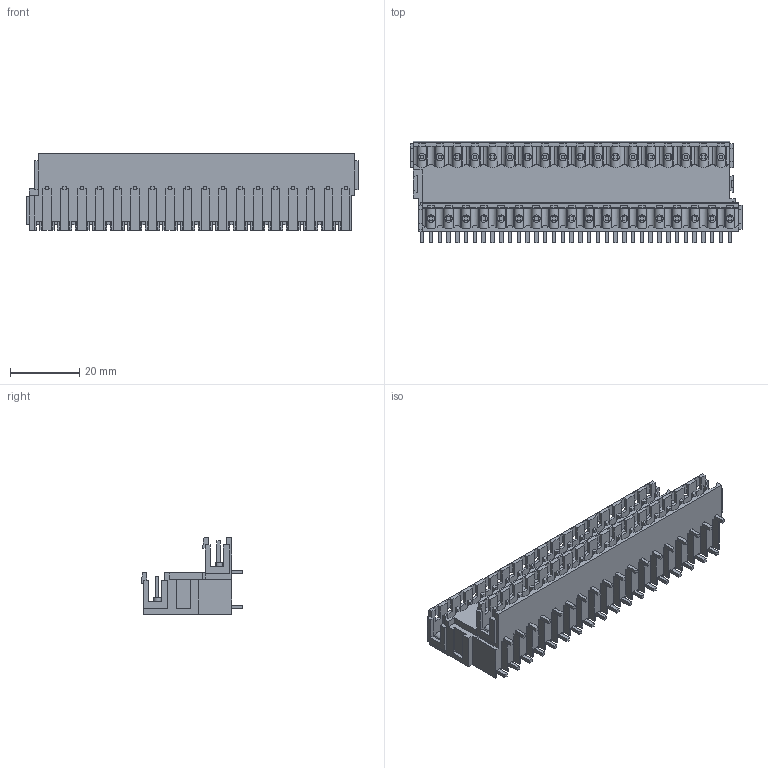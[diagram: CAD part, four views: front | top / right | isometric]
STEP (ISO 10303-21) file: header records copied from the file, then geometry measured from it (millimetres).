
FILE_DESCRIPTION(('CATIA V5 STEP Exchange','CAx-IF Rec.Pracs.--- Model Styling and Organization---1.2---2011-12-15'),'2;1');
FILE_NAME ('D1454988_0_1726440000_1726440000.stp','2017-09-26T13:16:49+00:00',('none'),('Weidmueller'),'CATIA Version 5-6 Release 2014','CATIA V5 STEP AP214','none');
FILE_SCHEMA(('AUTOMOTIVE_DESIGN { 1 0 10303 214 1 1 1 1 }'));
Length unit declared in the file: millimetre
Products named in the file (1): 1726440000
Bounding box: 95.94 x 29.41 x 22.16 mm (x, y, z)
Volume: 21449.4 mm3; surface area: 24617.4 mm2
Topology: 37 solids, 37 shells, 1363 faces, 4584 edges, 3189 vertices
Faces by surface type: plane 1131, cylinder 232
Entity records: 49237 total; most frequent: CARTESIAN_POINT 12029, ORIENTED_EDGE 9168, DIRECTION 5651, EDGE_CURVE 4584, VECTOR 3921, LINE 3921, VERTEX_POINT 3189, EDGE_LOOP 1437
